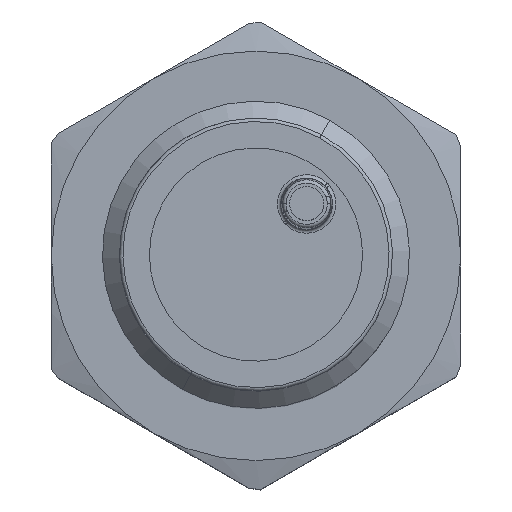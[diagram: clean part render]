
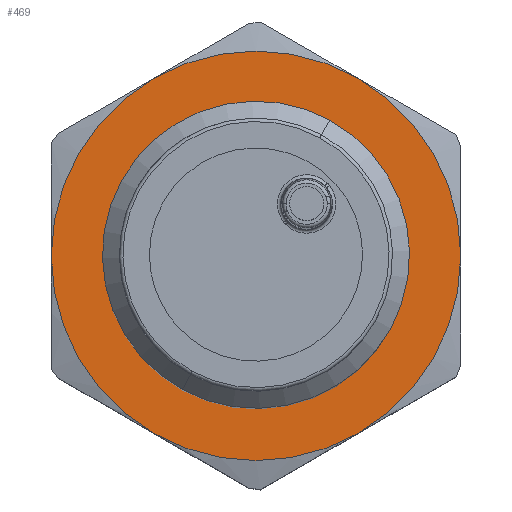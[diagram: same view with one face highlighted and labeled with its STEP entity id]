
A CAD part, top view. The second image highlights one B-rep face of the part: STEP entity #469.
In plain terms, the highlighted planar face has unit normal (0, 0, 1).
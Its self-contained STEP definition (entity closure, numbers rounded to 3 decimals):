
#469=ADVANCED_FACE('',(#1308,#1309),#1310,.F.);
#1308=FACE_OUTER_BOUND('',#2175,.T.);
#1309=FACE_BOUND('',#2176,.T.);
#1310=PLANE('',#2177);
#2175=EDGE_LOOP('',(#5645,#5646,#5647,#5648,#5649,#5650));
#2176=EDGE_LOOP('',(#5651,#5652,#5653));
#2177=AXIS2_PLACEMENT_3D('',#5654,#5655,#5656);
#5645=ORIENTED_EDGE('',*,*,#6967,.T.);
#5646=ORIENTED_EDGE('',*,*,#6968,.T.);
#5647=ORIENTED_EDGE('',*,*,#6969,.T.);
#5648=ORIENTED_EDGE('',*,*,#6970,.T.);
#5649=ORIENTED_EDGE('',*,*,#6971,.T.);
#5650=ORIENTED_EDGE('',*,*,#6972,.T.);
#5651=ORIENTED_EDGE('',*,*,#6511,.T.);
#5652=ORIENTED_EDGE('',*,*,#6973,.T.);
#5653=ORIENTED_EDGE('',*,*,#6965,.T.);
#5654=CARTESIAN_POINT('',(0.0,0.0,15.0));
#5655=DIRECTION('',(0.0,0.0,-1.0));
#5656=DIRECTION('',(0.0,-1.0,0.0));
#6511=EDGE_CURVE('',#8108,#8112,#8114,.T.);
#6965=EDGE_CURVE('',#8867,#8108,#8868,.T.);
#6967=EDGE_CURVE('',#8870,#8871,#8872,.T.);
#6968=EDGE_CURVE('',#8871,#8873,#8874,.T.);
#6969=EDGE_CURVE('',#8873,#8875,#8876,.T.);
#6970=EDGE_CURVE('',#8875,#8877,#8878,.T.);
#6971=EDGE_CURVE('',#8877,#8879,#8880,.T.);
#6972=EDGE_CURVE('',#8879,#8870,#8881,.T.);
#6973=EDGE_CURVE('',#8112,#8867,#8882,.T.);
#8108=VERTEX_POINT('',#11176);
#8112=VERTEX_POINT('',#11181);
#8114=CIRCLE('',#11184,8.8);
#8867=VERTEX_POINT('',#12666);
#8868=CIRCLE('',#12667,8.8);
#8870=VERTEX_POINT('',#12670);
#8871=VERTEX_POINT('',#12671);
#8872=CIRCLE('',#12672,12.0);
#8873=VERTEX_POINT('',#12673);
#8874=CIRCLE('',#12674,12.0);
#8875=VERTEX_POINT('',#12675);
#8876=CIRCLE('',#12676,12.0);
#8877=VERTEX_POINT('',#12677);
#8878=CIRCLE('',#12678,12.0);
#8879=VERTEX_POINT('',#12679);
#8880=CIRCLE('',#12680,12.0);
#8881=CIRCLE('',#12681,12.0);
#8882=CIRCLE('',#12682,8.8);
#11176=CARTESIAN_POINT('',(0.208,8.798,15.0));
#11181=CARTESIAN_POINT('',(7.723,4.219,15.0));
#11184=AXIS2_PLACEMENT_3D('',#13873,#13874,#13875);
#12666=CARTESIAN_POINT('',(-7.723,-4.219,15.0));
#12667=AXIS2_PLACEMENT_3D('',#14353,#14354,#14355);
#12670=CARTESIAN_POINT('',(6.,10.392,15.0));
#12671=CARTESIAN_POINT('',(-6.,10.392,15.));
#12672=AXIS2_PLACEMENT_3D('',#14357,#14358,#14359);
#12673=CARTESIAN_POINT('',(-12.,0.,15.));
#12674=AXIS2_PLACEMENT_3D('',#14360,#14361,#14362);
#12675=CARTESIAN_POINT('',(-6.0,-10.392,15.0));
#12676=AXIS2_PLACEMENT_3D('',#14363,#14364,#14365);
#12677=CARTESIAN_POINT('',(6.,-10.392,15.));
#12678=AXIS2_PLACEMENT_3D('',#14366,#14367,#14368);
#12679=CARTESIAN_POINT('',(12.0,0.,15.));
#12680=AXIS2_PLACEMENT_3D('',#14369,#14370,#14371);
#12681=AXIS2_PLACEMENT_3D('',#14372,#14373,#14374);
#12682=AXIS2_PLACEMENT_3D('',#14375,#14376,#14377);
#13873=CARTESIAN_POINT('',(0.0,0.0,15.0));
#13874=DIRECTION('',(0.0,0.0,-1.0));
#13875=DIRECTION('',(0.024,1.,0.0));
#14353=CARTESIAN_POINT('',(0.0,0.0,15.0));
#14354=DIRECTION('',(-0.0,0.0,-1.0));
#14355=DIRECTION('',(-0.878,-0.479,0.0));
#14357=CARTESIAN_POINT('',(0.0,0.0,15.0));
#14358=DIRECTION('',(0.0,-0.0,1.0));
#14359=DIRECTION('',(0.5,0.866,0.0));
#14360=CARTESIAN_POINT('',(0.0,0.0,15.0));
#14361=DIRECTION('',(0.0,0.0,1.0));
#14362=DIRECTION('',(-0.5,0.866,0.0));
#14363=CARTESIAN_POINT('',(0.0,0.0,15.0));
#14364=DIRECTION('',(0.0,0.0,1.0));
#14365=DIRECTION('',(-1.0,0.,0.0));
#14366=CARTESIAN_POINT('',(0.0,0.0,15.0));
#14367=DIRECTION('',(0.0,0.0,1.0));
#14368=DIRECTION('',(-0.5,-0.866,0.0));
#14369=CARTESIAN_POINT('',(0.0,0.0,15.0));
#14370=DIRECTION('',(0.0,0.0,1.0));
#14371=DIRECTION('',(0.5,-0.866,0.0));
#14372=CARTESIAN_POINT('',(0.0,0.0,15.0));
#14373=DIRECTION('',(0.0,0.0,1.0));
#14374=DIRECTION('',(1.0,0.0,0.0));
#14375=CARTESIAN_POINT('',(0.0,0.0,15.0));
#14376=DIRECTION('',(0.0,0.0,-1.0));
#14377=DIRECTION('',(0.878,0.479,0.0));
